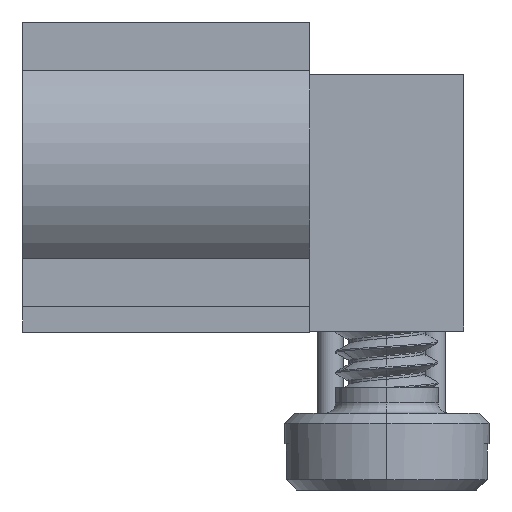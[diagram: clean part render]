
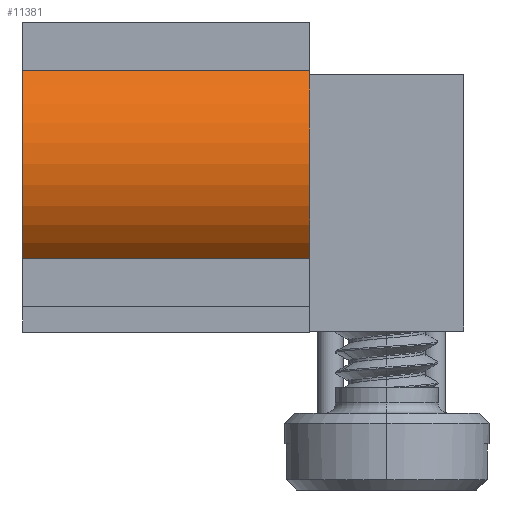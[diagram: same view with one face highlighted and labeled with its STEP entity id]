
A CAD part, left-side view. The second image highlights one B-rep face of the part: STEP entity #11381.
In plain terms, the highlighted cylindrical face has radius 2.5 mm (diameter 5 mm), a partial arc.
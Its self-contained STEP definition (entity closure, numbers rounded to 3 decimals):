
#80=CARTESIAN_POINT('',(-21.5,3.4,0.));
#81=DIRECTION('',(0.,-1.,0.));
#82=DIRECTION('',(-0.68,0.,0.733));
#83=AXIS2_PLACEMENT_3D('',#80,#81,#82);
#566=CARTESIAN_POINT('',(-21.5,-2.2,0.));
#567=DIRECTION('',(0.,-1.,0.));
#568=DIRECTION('',(-0.68,0.,0.733));
#569=AXIS2_PLACEMENT_3D('',#566,#567,#568);
#5639=DIRECTION('',(0.,-1.,0.));
#5640=VECTOR('',#5639,5.6);
#5641=CARTESIAN_POINT('',(-23.2,3.4,1.833));
#5642=LINE('',#5641,#5640);
#5646=DIRECTION('',(0.,-1.,0.));
#5647=VECTOR('',#5646,5.6);
#5648=CARTESIAN_POINT('',(-23.2,3.4,-1.833));
#5649=LINE('',#5648,#5647);
#6171=CARTESIAN_POINT('',(-23.2,3.4,1.833));
#6173=VERTEX_POINT('',#6171);
#6174=CARTESIAN_POINT('',(-23.2,3.4,-1.833));
#6175=VERTEX_POINT('',#6174);
#6180=CARTESIAN_POINT('',(-23.2,-2.2,1.833));
#6181=VERTEX_POINT('',#6180);
#6182=CARTESIAN_POINT('',(-23.2,-2.2,-1.833));
#6183=VERTEX_POINT('',#6182);
#11369=CARTESIAN_POINT('',(-21.5,3.4,0.));
#11370=DIRECTION('',(0.,-1.,0.));
#11371=DIRECTION('',(-1.,0.,0.));
#11372=AXIS2_PLACEMENT_3D('',#11369,#11370,#11371);
#11373=CYLINDRICAL_SURFACE('',#11372,2.5);
#11374=ORIENTED_EDGE('',*,*,#6647,.F.);
#11375=ORIENTED_EDGE('',*,*,#11364,.T.);
#11376=ORIENTED_EDGE('',*,*,#6969,.T.);
#11378=ORIENTED_EDGE('',*,*,#11377,.F.);
#11379=EDGE_LOOP('',(#11374,#11375,#11376,#11378));
#11380=FACE_OUTER_BOUND('',#11379,.F.);
#11381=ADVANCED_FACE('',(#11380),#11373,.T.);
#84=CIRCLE('',#83,2.5);
#570=CIRCLE('',#569,2.5);
#6647=EDGE_CURVE('',#6173,#6175,#84,.T.);
#6969=EDGE_CURVE('',#6181,#6183,#570,.T.);
#11364=EDGE_CURVE('',#6173,#6181,#5642,.T.);
#11377=EDGE_CURVE('',#6175,#6183,#5649,.T.);
